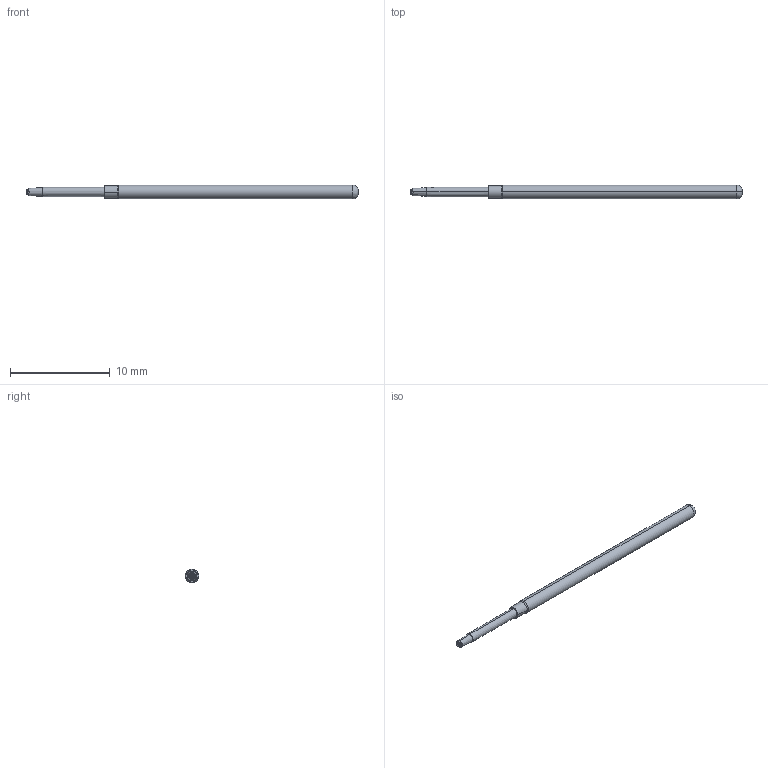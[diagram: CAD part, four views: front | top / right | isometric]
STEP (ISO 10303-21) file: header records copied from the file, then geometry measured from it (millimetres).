
FILE_DESCRIPTION (( 'STEP AP214' ), '1' );
FILE_NAME ('100-PRP25B9_.STEP', '2016-05-27T14:07:19', ( 'spare' ), ( '' ), 'SwSTEP 2.0', 'SolidWorks 2016', '' );
FILE_SCHEMA (( 'AUTOMOTIVE_DESIGN' ));
Length unit declared in the file: inch
Products named in the file (1): 100-PRP25B9_
Bounding box: 33.28 x 1.37 x 1.37 mm (x, y, z)
Volume: 41.7 mm3; surface area: 132.1 mm2
Topology: 1 solids, 1 shells, 157 faces, 396 edges, 242 vertices
Faces by surface type: bspline 92, cone 56, cylinder 4, plane 3, torus 2
Entity records: 8855 total; most frequent: CARTESIAN_POINT 3780, ORIENTED_EDGE 792, DIRECTION 424, EDGE_CURVE 396, VERTEX_POINT 242, B_SPLINE_CURVE_WITH_KNOTS 228, AXIS2_PLACEMENT_3D 206, DIMENSIONAL_EXPONENTS 160
